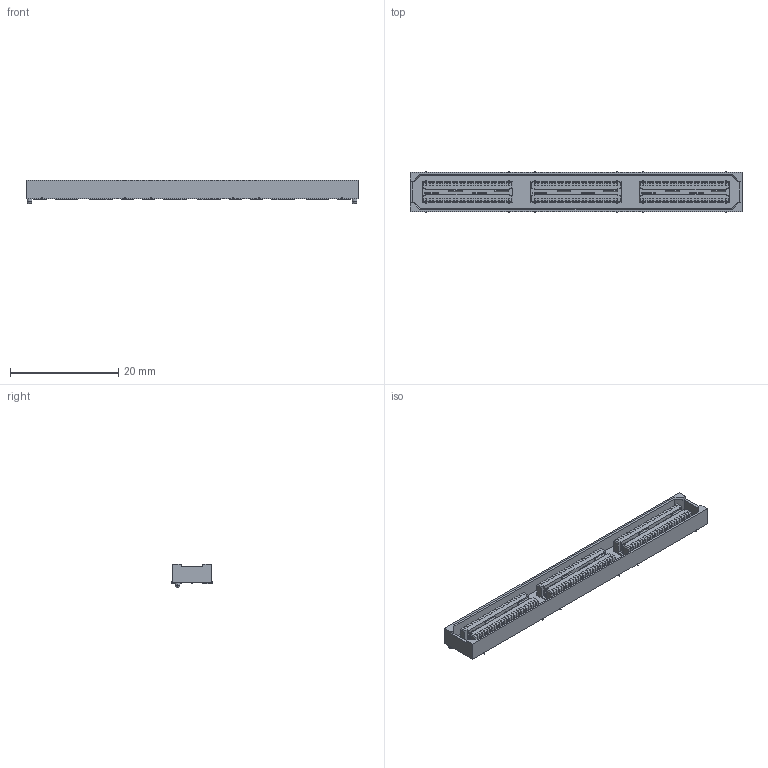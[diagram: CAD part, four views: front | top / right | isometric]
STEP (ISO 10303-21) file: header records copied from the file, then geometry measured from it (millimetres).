
FILE_DESCRIPTION((''),'2;1');
FILE_NAME('SAMTEC_QSS-075-01-L-D-A-K-TR.stp','2012-05-10T15:35:11',(''),(''),'Mechanical Desktop 2011','Mechanical Desktop 2011',', , ');
FILE_SCHEMA(('AUTOMOTIVE_DESIGN { 1 2 10303 214 1 1 1 1 }'));
Length unit declared in the file: millimetre
Products named in the file (1): Product
Bounding box: 61.28 x 7.49 x 4.38 mm (x, y, z)
Volume: 799 mm3; surface area: 3339.3 mm2
Topology: 57 solids, 57 shells, 1276 faces, 3470 edges, 2304 vertices
Faces by surface type: plane 1138, cylinder 88, bspline 46, sphere 4
Entity records: 39493 total; most frequent: CARTESIAN_POINT 7185, ORIENTED_EDGE 6932, DIRECTION 6108, EDGE_CURVE 3466, VECTOR 3286, LINE 3286, VERTEX_POINT 2304, AXIS2_PLACEMENT_3D 1411
